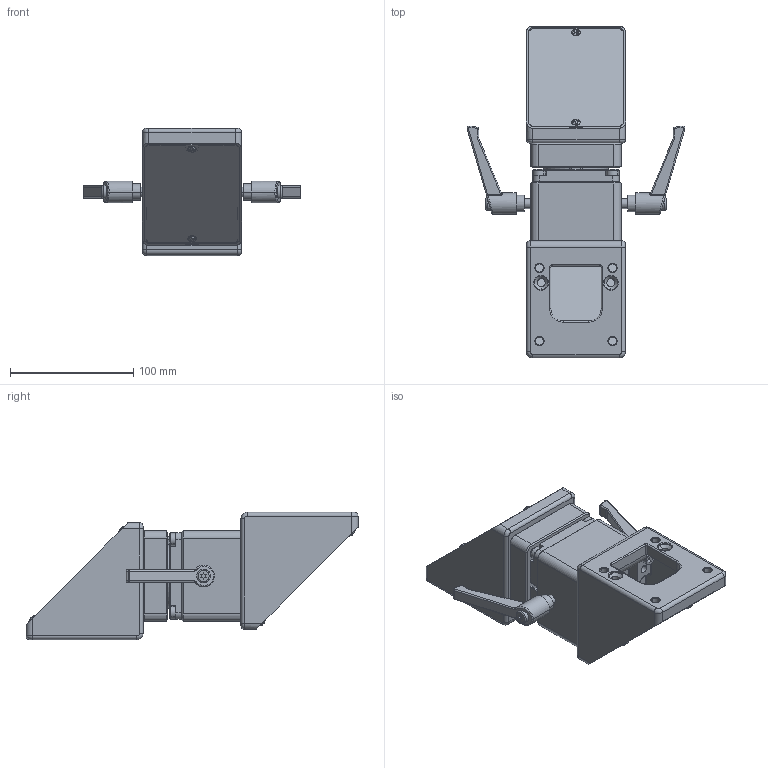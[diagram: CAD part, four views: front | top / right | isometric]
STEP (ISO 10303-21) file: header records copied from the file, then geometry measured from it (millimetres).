
FILE_DESCRIPTION (( 'STEP AP203' ), '1' );
FILE_NAME ('C1A-RC2K-STP.step', '2025-02-26T07:19:17', ( '' ), ( '' ), 'SwSTEP 2.0', 'SolidWorks 2011', '' );
FILE_SCHEMA (( 'CONFIG_CONTROL_DESIGN' ));
Products named in the file (7): Angle piece(B-Part); C1A-RC2K-STP; LEM-8-12-BK(12); TM ML type Housing(vertical plane); 六角穴付ボルトM6; Angle piece(A-Part); Elbow ML type Body
Assembly tree (15 placements, depth 2):
  C1A-RC2K-STP
    LEM-8-12-BK(12)  x2
    Angle piece(A-Part)
    六角穴付ボルトM6  x8
    TM ML type Housing(vertical plane)
    Elbow ML type Body  x2
    Angle piece(B-Part)
Bounding box: 176.75 x 269.5 x 103.4 mm (x, y, z)
Volume: 594669.3 mm3; surface area: 216593.7 mm2
Topology: 15 solids, 41 shells, 2076 faces, 5135 edges, 3144 vertices
Faces by surface type: plane 749, cylinder 678, bspline 376, torus 138, cone 115, sphere 20
Entity records: 44283 total; most frequent: CARTESIAN_POINT 14713, ORIENTED_EDGE 6068, DIRECTION 5773, EDGE_CURVE 3034, AXIS2_PLACEMENT_3D 2063, VERTEX_POINT 1893, VECTOR 1647, LINE 1647
